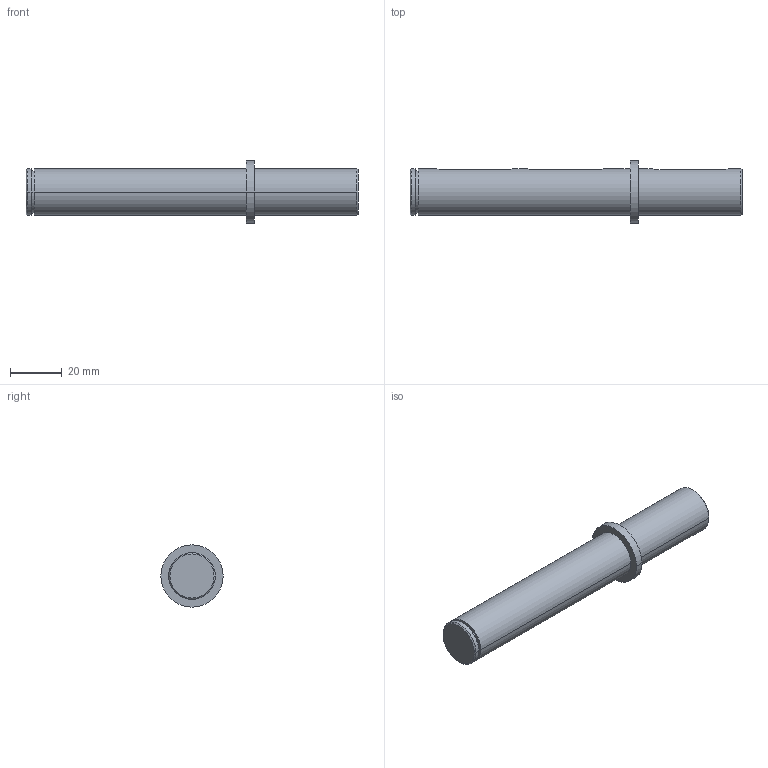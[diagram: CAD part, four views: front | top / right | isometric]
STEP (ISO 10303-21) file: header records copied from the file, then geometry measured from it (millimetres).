
FILE_DESCRIPTION((''),'2;1');
FILE_NAME('100-TECHNOI_425001_ARBRE_SORTIE','2024-02-03T21:37:20',('lucie'),('INSA'),'CREO PARAMETRIC BY PTC INC, 2022014','CREO PARAMETRIC BY PTC INC, 2022014','');
FILE_SCHEMA(('CONFIG_CONTROL_DESIGN'));
Length unit declared in the file: millimetre
Products named in the file (1): 100-TECHNOI_425001_ARBRE_SORTIE
Bounding box: 128 x 24 x 24 mm (x, y, z)
Volume: 31292.1 mm3; surface area: 9268.7 mm2
Topology: 1 solids, 2 shells, 44 faces, 105 edges, 67 vertices
Faces by surface type: cylinder 20, plane 16, cone 8
Entity records: 2128 total; most frequent: CARTESIAN_POINT 1054, DIRECTION 223, ORIENTED_EDGE 202, EDGE_CURVE 103, AXIS2_PLACEMENT_3D 87, VERTEX_POINT 67, EDGE_LOOP 50, VECTOR 49
